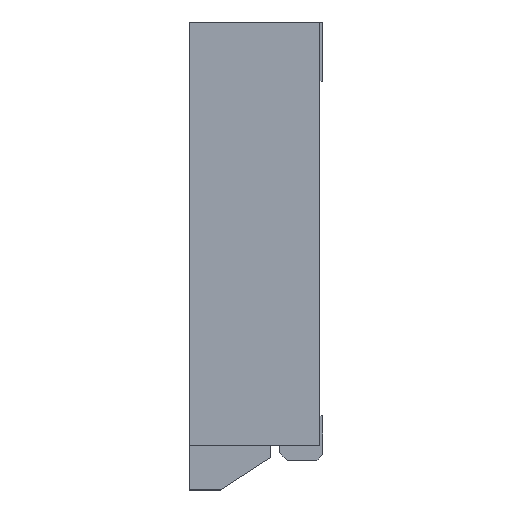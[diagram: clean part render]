
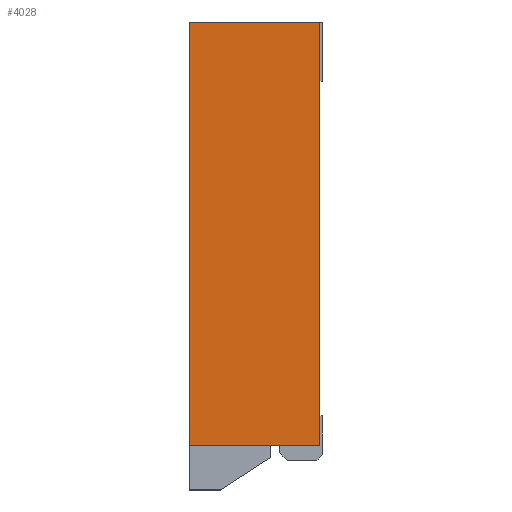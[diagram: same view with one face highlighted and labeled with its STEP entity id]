
A CAD part, left-side view. The second image highlights one B-rep face of the part: STEP entity #4028.
In plain terms, the highlighted planar face has unit normal (-1, 0, 0).
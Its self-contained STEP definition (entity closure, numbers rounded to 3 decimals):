
#288 = CARTESIAN_POINT ( 'NONE',  ( -2.7, 0.02, -1.375 ) ) ;
#963 = ORIENTED_EDGE ( 'NONE', *, *, #7730, .T. ) ;
#1423 = CARTESIAN_POINT ( 'NONE',  ( -2.7, 3.787, -1.375 ) ) ;
#1780 = CARTESIAN_POINT ( 'NONE',  ( -2.7, 0.9, 1.475 ) ) ;
#1893 = LINE ( 'NONE', #6365, #7008 ) ;
#2162 = FACE_OUTER_BOUND ( 'NONE', #13619, .T. ) ;
#2488 = VECTOR ( 'NONE', #7197, 1000. ) ;
#2829 = ORIENTED_EDGE ( 'NONE', *, *, #11083, .T. ) ;
#3549 = CARTESIAN_POINT ( 'NONE',  ( -2.7, 0.9, 1.475 ) ) ;
#3732 = LINE ( 'NONE', #3549, #11878 ) ;
#3827 = LINE ( 'NONE', #1423, #14311 ) ;
#4009 = VERTEX_POINT ( 'NONE', #288 ) ;
#4028 = ADVANCED_FACE ( 'NONE', ( #2162 ), #9371, .T. ) ;
#4121 = DIRECTION ( 'NONE',  ( 0., -1., 0. ) ) ;
#4747 = ORIENTED_EDGE ( 'NONE', *, *, #7779, .T. ) ;
#5791 = AXIS2_PLACEMENT_3D ( 'NONE', #1780, #13134, #6946 ) ;
#5863 = LINE ( 'NONE', #13606, #2488 ) ;
#6365 = CARTESIAN_POINT ( 'NONE',  ( -2.7, 0.02, 1.475 ) ) ;
#6705 = CARTESIAN_POINT ( 'NONE',  ( -2.7, 0.02, 1.475 ) ) ;
#6946 = DIRECTION ( 'NONE',  ( 0., 0., 1. ) ) ;
#7008 = VECTOR ( 'NONE', #7414, 1000. ) ;
#7166 = CARTESIAN_POINT ( 'NONE',  ( -2.7, 0.9, 1.475 ) ) ;
#7197 = DIRECTION ( 'NONE',  ( 0., -1., 0. ) ) ;
#7414 = DIRECTION ( 'NONE',  ( 0., 0., 1. ) ) ;
#7730 = EDGE_CURVE ( 'NONE', #4009, #15339, #1893, .T. ) ;
#7779 = EDGE_CURVE ( 'NONE', #12038, #4009, #3827, .T. ) ;
#8804 = VERTEX_POINT ( 'NONE', #7166 ) ;
#9371 = PLANE ( 'NONE',  #5791 ) ;
#9397 = EDGE_CURVE ( 'NONE', #8804, #15339, #5863, .T. ) ;
#9886 = DIRECTION ( 'NONE',  ( 0., 0., -1. ) ) ;
#11083 = EDGE_CURVE ( 'NONE', #8804, #12038, #3732, .T. ) ;
#11878 = VECTOR ( 'NONE', #9886, 1000. ) ;
#12038 = VERTEX_POINT ( 'NONE', #16276 ) ;
#13134 = DIRECTION ( 'NONE',  ( -1., 0., 0. ) ) ;
#13606 = CARTESIAN_POINT ( 'NONE',  ( -2.7, 3.787, 1.475 ) ) ;
#13619 = EDGE_LOOP ( 'NONE', ( #14626, #2829, #4747, #963 ) ) ;
#14311 = VECTOR ( 'NONE', #4121, 1000. ) ;
#14626 = ORIENTED_EDGE ( 'NONE', *, *, #9397, .F. ) ;
#15339 = VERTEX_POINT ( 'NONE', #6705 ) ;
#16276 = CARTESIAN_POINT ( 'NONE',  ( -2.7, 0.9, -1.375 ) ) ;
